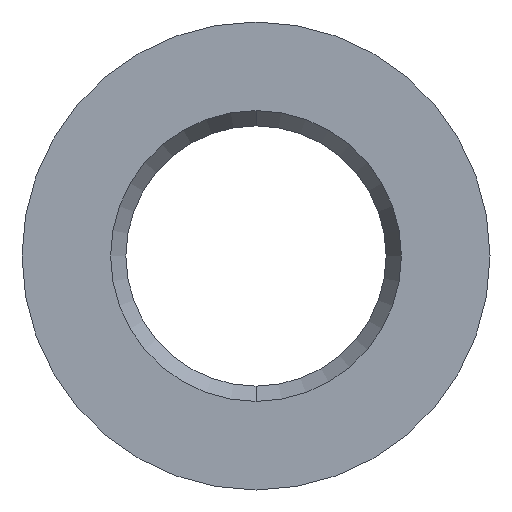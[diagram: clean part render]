
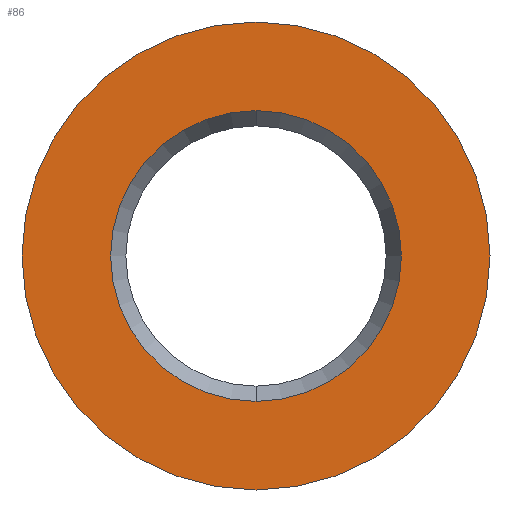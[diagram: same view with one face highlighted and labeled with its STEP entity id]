
A CAD part, front view. The second image highlights one B-rep face of the part: STEP entity #86.
In plain terms, the highlighted planar face has unit normal (0, -1, 0).
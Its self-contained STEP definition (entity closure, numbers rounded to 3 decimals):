
#15 = VERTEX_POINT ( 'NONE', #337 ) ;
#43 = EDGE_CURVE ( 'NONE', #15, #59, #396, .T. ) ;
#59 = VERTEX_POINT ( 'NONE', #389 ) ;
#86 = ADVANCED_FACE ( 'NONE', ( #445, #523 ), #442, .F. ) ;
#92 = ORIENTED_EDGE ( 'NONE', *, *, #94, .T. ) ;
#94 = EDGE_CURVE ( 'NONE', #59, #15, #437, .T. ) ;
#113 = EDGE_CURVE ( 'NONE', #153, #156, #621, .T. ) ;
#116 = ORIENTED_EDGE ( 'NONE', *, *, #113, .F. ) ;
#117 = ORIENTED_EDGE ( 'NONE', *, *, #43, .T. ) ;
#120 = ORIENTED_EDGE ( 'NONE', *, *, #193, .F. ) ;
#125 = EDGE_LOOP ( 'NONE', ( #120, #116 ) ) ;
#129 = EDGE_LOOP ( 'NONE', ( #117, #92 ) ) ;
#153 = VERTEX_POINT ( 'NONE', #573 ) ;
#156 = VERTEX_POINT ( 'NONE', #571 ) ;
#193 = EDGE_CURVE ( 'NONE', #156, #153, #764, .T. ) ;
#337 = CARTESIAN_POINT ( 'NONE',  ( 0., -3.505, -1.397 ) ) ;
#380 = AXIS2_PLACEMENT_3D ( 'NONE', #406, #401, #397 ) ;
#389 = CARTESIAN_POINT ( 'NONE',  ( 0., -3.505, 1.397 ) ) ;
#396 = CIRCLE ( 'NONE', #380, 1.397 ) ;
#397 = DIRECTION ( 'NONE',  ( 0., 0., 1. ) ) ;
#401 = DIRECTION ( 'NONE',  ( 0., 1., 0. ) ) ;
#406 = CARTESIAN_POINT ( 'NONE',  ( 0., -3.505, 0. ) ) ;
#433 = DIRECTION ( 'NONE',  ( 0., 0., 1. ) ) ;
#434 = DIRECTION ( 'NONE',  ( 0., 1., 0. ) ) ;
#435 = CARTESIAN_POINT ( 'NONE',  ( 0., -3.505, 0. ) ) ;
#436 = AXIS2_PLACEMENT_3D ( 'NONE', #435, #434, #433 ) ;
#437 = CIRCLE ( 'NONE', #436, 1.397 ) ;
#438 = DIRECTION ( 'NONE',  ( 0., 0., 1. ) ) ;
#439 = DIRECTION ( 'NONE',  ( 0., 1., 0. ) ) ;
#440 = CARTESIAN_POINT ( 'NONE',  ( 1.124, -3.505, 0. ) ) ;
#441 = AXIS2_PLACEMENT_3D ( 'NONE', #440, #439, #438 ) ;
#442 = PLANE ( 'NONE',  #441 ) ;
#445 = FACE_OUTER_BOUND ( 'NONE', #125, .T. ) ;
#523 = FACE_BOUND ( 'NONE', #129, .T. ) ;
#571 = CARTESIAN_POINT ( 'NONE',  ( 0., -3.505, 2.248 ) ) ;
#573 = CARTESIAN_POINT ( 'NONE',  ( 0., -3.505, -2.248 ) ) ;
#619 = CARTESIAN_POINT ( 'NONE',  ( 0., -3.505, 0. ) ) ;
#620 = AXIS2_PLACEMENT_3D ( 'NONE', #619, #645, #644 ) ;
#621 = CIRCLE ( 'NONE', #620, 2.248 ) ;
#644 = DIRECTION ( 'NONE',  ( 0., 0., 1. ) ) ;
#645 = DIRECTION ( 'NONE',  ( 0., 1., 0. ) ) ;
#691 = DIRECTION ( 'NONE',  ( 0., 0., 1. ) ) ;
#692 = DIRECTION ( 'NONE',  ( 0., 1., 0. ) ) ;
#693 = CARTESIAN_POINT ( 'NONE',  ( 0., -3.505, 0. ) ) ;
#694 = AXIS2_PLACEMENT_3D ( 'NONE', #693, #692, #691 ) ;
#764 = CIRCLE ( 'NONE', #694, 2.248 ) ;
